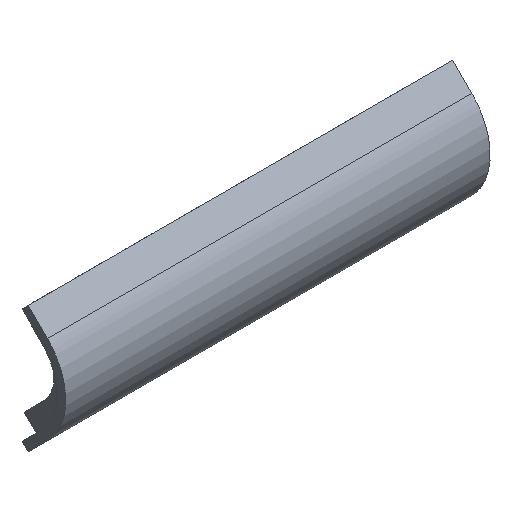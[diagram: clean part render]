
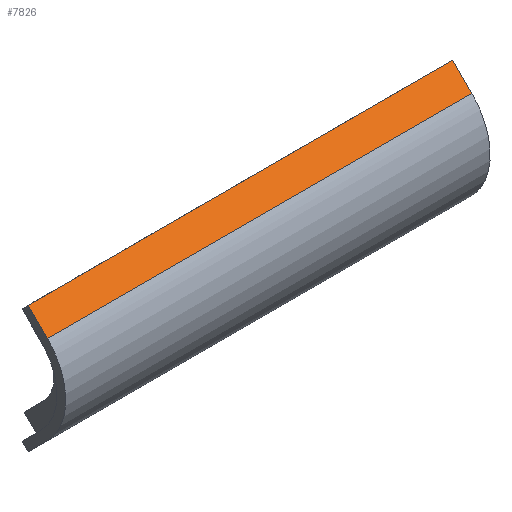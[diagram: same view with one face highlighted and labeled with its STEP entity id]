
A CAD part, isometric view. The second image highlights one B-rep face of the part: STEP entity #7826.
In plain terms, the highlighted planar face has unit normal (0, -0.707, 0.707).
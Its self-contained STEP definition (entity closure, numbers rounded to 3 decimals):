
#714 = PLANE('',#715);
#715 = AXIS2_PLACEMENT_3D('',#716,#717,#718);
#716 = CARTESIAN_POINT('',(-65.049,58.696,
    24.742));
#717 = DIRECTION('',(0.,-0.707,-0.707));
#718 = DIRECTION('',(0.,-0.707,0.707));
#935 = PLANE('',#936);
#936 = AXIS2_PLACEMENT_3D('',#937,#938,#939);
#937 = CARTESIAN_POINT('',(8.,56.172,-4.692));
#938 = DIRECTION('',(1.,0.,0.));
#939 = DIRECTION('',(0.,0.,1.));
#991 = PLANE('',#992);
#992 = AXIS2_PLACEMENT_3D('',#993,#994,#995);
#993 = CARTESIAN_POINT('',(-142.,46.819,16.521));
#994 = DIRECTION('',(1.,0.,0.));
#995 = DIRECTION('',(0.,0.,1.));
#3228 = VERTEX_POINT('',#3229);
#3229 = CARTESIAN_POINT('',(8.,56.524,26.914));
#3250 = EDGE_CURVE('',#3251,#3228,#3253,.T.);
#3251 = VERTEX_POINT('',#3252);
#3252 = CARTESIAN_POINT('',(-142.,56.524,26.914));
#3253 = SURFACE_CURVE('',#3254,(#3258,#3265),.PCURVE_S1.);
#3254 = LINE('',#3255,#3256);
#3255 = CARTESIAN_POINT('',(-150.788,56.524,26.914)
  );
#3256 = VECTOR('',#3257,1.);
#3257 = DIRECTION('',(1.,0.,0.));
#3258 = PCURVE('',#714,#3259);
#3259 = DEFINITIONAL_REPRESENTATION('',(#3260),#3264);
#3260 = LINE('',#3261,#3262);
#3261 = CARTESIAN_POINT('',(3.072,85.739));
#3262 = VECTOR('',#3263,1.);
#3263 = DIRECTION('',(0.,-1.));
#3264 = ( GEOMETRIC_REPRESENTATION_CONTEXT(2) 
PARAMETRIC_REPRESENTATION_CONTEXT() REPRESENTATION_CONTEXT('2D SPACE',''
  ) );
#3265 = PCURVE('',#3266,#3271);
#3266 = PLANE('',#3267);
#3267 = AXIS2_PLACEMENT_3D('',#3268,#3269,#3270);
#3268 = CARTESIAN_POINT('',(-142.,62.181,32.571));
#3269 = DIRECTION('',(0.,0.707,-0.707));
#3270 = DIRECTION('',(0.,-0.707,-0.707));
#3271 = DEFINITIONAL_REPRESENTATION('',(#3272),#3276);
#3272 = LINE('',#3273,#3274);
#3273 = CARTESIAN_POINT('',(8.,8.788));
#3274 = VECTOR('',#3275,1.);
#3275 = DIRECTION('',(0.,-1.));
#3276 = ( GEOMETRIC_REPRESENTATION_CONTEXT(2) 
PARAMETRIC_REPRESENTATION_CONTEXT() REPRESENTATION_CONTEXT('2D SPACE',''
  ) );
#3957 = VERTEX_POINT('',#3958);
#3958 = CARTESIAN_POINT('',(-142.,49.737,20.127));
#3977 = CYLINDRICAL_SURFACE('',#3978,22.1);
#3978 = AXIS2_PLACEMENT_3D('',#3979,#3980,#3981);
#3979 = CARTESIAN_POINT('',(-142.,65.364,4.5));
#3980 = DIRECTION('',(-1.,0.,0.));
#3981 = DIRECTION('',(0.,-1.,0.));
#4011 = EDGE_CURVE('',#3251,#3957,#4012,.T.);
#4012 = SURFACE_CURVE('',#4013,(#4017,#4024),.PCURVE_S1.);
#4013 = LINE('',#4014,#4015);
#4014 = CARTESIAN_POINT('',(-142.,62.181,32.571));
#4015 = VECTOR('',#4016,1.);
#4016 = DIRECTION('',(0.,-0.707,-0.707));
#4017 = PCURVE('',#991,#4018);
#4018 = DEFINITIONAL_REPRESENTATION('',(#4019),#4023);
#4019 = LINE('',#4020,#4021);
#4020 = CARTESIAN_POINT('',(16.05,-15.361));
#4021 = VECTOR('',#4022,1.);
#4022 = DIRECTION('',(-0.707,0.707));
#4023 = ( GEOMETRIC_REPRESENTATION_CONTEXT(2) 
PARAMETRIC_REPRESENTATION_CONTEXT() REPRESENTATION_CONTEXT('2D SPACE',''
  ) );
#4024 = PCURVE('',#3266,#4025);
#4025 = DEFINITIONAL_REPRESENTATION('',(#4026),#4030);
#4026 = LINE('',#4027,#4028);
#4027 = CARTESIAN_POINT('',(0.,0.));
#4028 = VECTOR('',#4029,1.);
#4029 = DIRECTION('',(1.,0.));
#4030 = ( GEOMETRIC_REPRESENTATION_CONTEXT(2) 
PARAMETRIC_REPRESENTATION_CONTEXT() REPRESENTATION_CONTEXT('2D SPACE',''
  ) );
#4258 = EDGE_CURVE('',#3228,#4259,#4261,.T.);
#4259 = VERTEX_POINT('',#4260);
#4260 = CARTESIAN_POINT('',(8.,49.737,20.127));
#4261 = SURFACE_CURVE('',#4262,(#4266,#4273),.PCURVE_S1.);
#4262 = LINE('',#4263,#4264);
#4263 = CARTESIAN_POINT('',(8.,62.181,32.571));
#4264 = VECTOR('',#4265,1.);
#4265 = DIRECTION('',(0.,-0.707,-0.707));
#4266 = PCURVE('',#935,#4267);
#4267 = DEFINITIONAL_REPRESENTATION('',(#4268),#4272);
#4268 = LINE('',#4269,#4270);
#4269 = CARTESIAN_POINT('',(37.263,-6.009));
#4270 = VECTOR('',#4271,1.);
#4271 = DIRECTION('',(-0.707,0.707));
#4272 = ( GEOMETRIC_REPRESENTATION_CONTEXT(2) 
PARAMETRIC_REPRESENTATION_CONTEXT() REPRESENTATION_CONTEXT('2D SPACE',''
  ) );
#4273 = PCURVE('',#3266,#4274);
#4274 = DEFINITIONAL_REPRESENTATION('',(#4275),#4279);
#4275 = LINE('',#4276,#4277);
#4276 = CARTESIAN_POINT('',(0.,-150.));
#4277 = VECTOR('',#4278,1.);
#4278 = DIRECTION('',(1.,0.));
#4279 = ( GEOMETRIC_REPRESENTATION_CONTEXT(2) 
PARAMETRIC_REPRESENTATION_CONTEXT() REPRESENTATION_CONTEXT('2D SPACE',''
  ) );
#7826 = ADVANCED_FACE('',(#7827),#3266,.F.);
#7827 = FACE_BOUND('',#7828,.F.);
#7828 = EDGE_LOOP('',(#7829,#7830,#7831,#7832));
#7829 = ORIENTED_EDGE('',*,*,#4011,.F.);
#7830 = ORIENTED_EDGE('',*,*,#3250,.T.);
#7831 = ORIENTED_EDGE('',*,*,#4258,.T.);
#7832 = ORIENTED_EDGE('',*,*,#7833,.F.);
#7833 = EDGE_CURVE('',#3957,#4259,#7834,.T.);
#7834 = SURFACE_CURVE('',#7835,(#7839,#7846),.PCURVE_S1.);
#7835 = LINE('',#7836,#7837);
#7836 = CARTESIAN_POINT('',(-142.,49.737,20.127));
#7837 = VECTOR('',#7838,1.);
#7838 = DIRECTION('',(1.,0.,0.));
#7839 = PCURVE('',#3266,#7840);
#7840 = DEFINITIONAL_REPRESENTATION('',(#7841),#7845);
#7841 = LINE('',#7842,#7843);
#7842 = CARTESIAN_POINT('',(17.598,0.));
#7843 = VECTOR('',#7844,1.);
#7844 = DIRECTION('',(0.,-1.));
#7845 = ( GEOMETRIC_REPRESENTATION_CONTEXT(2) 
PARAMETRIC_REPRESENTATION_CONTEXT() REPRESENTATION_CONTEXT('2D SPACE',''
  ) );
#7846 = PCURVE('',#3977,#7847);
#7847 = DEFINITIONAL_REPRESENTATION('',(#7848),#7874);
#7848 = B_SPLINE_CURVE_WITH_KNOTS('',3,(#7849,#7850,#7851,#7852,#7853,
    #7854,#7855,#7856,#7857,#7858,#7859,#7860,#7861,#7862,#7863,#7864,
    #7865,#7866,#7867,#7868,#7869,#7870,#7871,#7872,#7873),
  .UNSPECIFIED.,.F.,.F.,(4,1,1,1,1,1,1,1,1,1,1,1,1,1,1,1,1,1,1,1,1,1,4),
  (0.,6.818,13.636,20.455,
    27.273,34.091,40.909,47.727,
    54.545,61.364,68.182,75.,81.818,
    88.636,95.455,102.273,109.091,
    115.909,122.727,129.545,136.364,
    143.182,150.),.UNSPECIFIED.);
#7849 = CARTESIAN_POINT('',(7.069,0.));
#7850 = CARTESIAN_POINT('',(7.069,-2.273));
#7851 = CARTESIAN_POINT('',(7.069,-6.818));
#7852 = CARTESIAN_POINT('',(7.069,-13.636));
#7853 = CARTESIAN_POINT('',(7.069,-20.455));
#7854 = CARTESIAN_POINT('',(7.069,-27.273));
#7855 = CARTESIAN_POINT('',(7.069,-34.091));
#7856 = CARTESIAN_POINT('',(7.069,-40.909));
#7857 = CARTESIAN_POINT('',(7.069,-47.727));
#7858 = CARTESIAN_POINT('',(7.069,-54.545));
#7859 = CARTESIAN_POINT('',(7.069,-61.364));
#7860 = CARTESIAN_POINT('',(7.069,-68.182));
#7861 = CARTESIAN_POINT('',(7.069,-75.));
#7862 = CARTESIAN_POINT('',(7.069,-81.818));
#7863 = CARTESIAN_POINT('',(7.069,-88.636));
#7864 = CARTESIAN_POINT('',(7.069,-95.455));
#7865 = CARTESIAN_POINT('',(7.069,-102.273));
#7866 = CARTESIAN_POINT('',(7.069,-109.091));
#7867 = CARTESIAN_POINT('',(7.069,-115.909));
#7868 = CARTESIAN_POINT('',(7.069,-122.727));
#7869 = CARTESIAN_POINT('',(7.069,-129.545));
#7870 = CARTESIAN_POINT('',(7.069,-136.364));
#7871 = CARTESIAN_POINT('',(7.069,-143.182));
#7872 = CARTESIAN_POINT('',(7.069,-147.727));
#7873 = CARTESIAN_POINT('',(7.069,-150.));
#7874 = ( GEOMETRIC_REPRESENTATION_CONTEXT(2) 
PARAMETRIC_REPRESENTATION_CONTEXT() REPRESENTATION_CONTEXT('2D SPACE',''
  ) );
